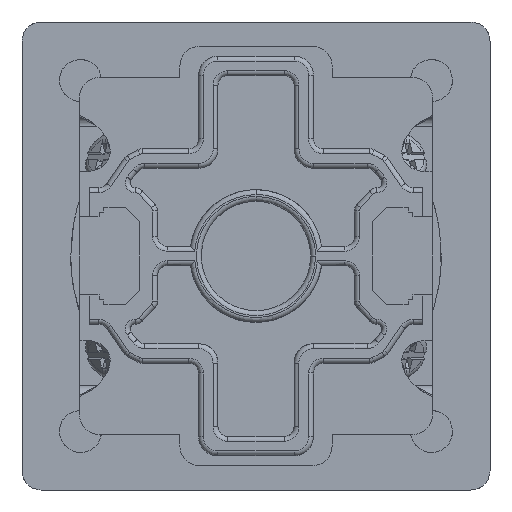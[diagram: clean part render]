
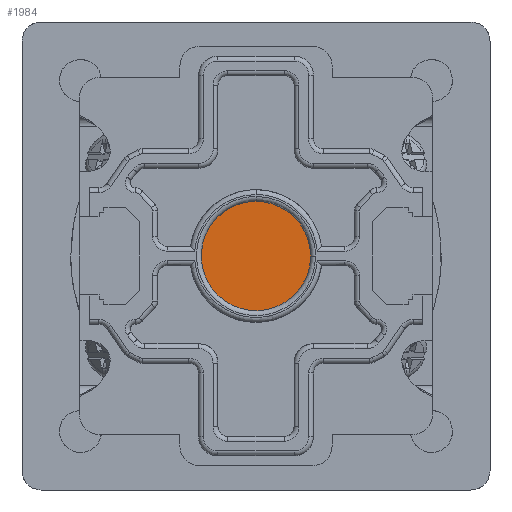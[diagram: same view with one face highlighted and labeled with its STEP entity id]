
A CAD part, front view. The second image highlights one B-rep face of the part: STEP entity #1984.
In plain terms, the highlighted planar face has unit normal (0, -1, 0).
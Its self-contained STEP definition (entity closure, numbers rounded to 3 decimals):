
#1905=CARTESIAN_POINT('',(0.,-115.5,0.));
#1906=DIRECTION('',(0.,-1.,0.));
#1907=DIRECTION('',(1.,0.,0.));
#1908=AXIS2_PLACEMENT_3D('',#1905,#1906,#1907);
#1909=PLANE('',#1908);
#1910=CARTESIAN_POINT('',(5.6,-115.5,-0.));
#1911=VERTEX_POINT('',#1910);
#1912=CARTESIAN_POINT('',(0.,-115.5,5.6));
#1913=VERTEX_POINT('',#1912);
#1914=CARTESIAN_POINT('',(5.6,-115.5,-0.));
#1915=CARTESIAN_POINT('',(5.6,-115.5,0.733));
#1916=CARTESIAN_POINT('',(5.454,-115.5,1.466));
#1917=CARTESIAN_POINT('',(5.174,-115.5,2.143));
#1918=CARTESIAN_POINT('',(4.893,-115.5,2.82));
#1919=CARTESIAN_POINT('',(4.478,-115.5,3.441));
#1920=CARTESIAN_POINT('',(3.96,-115.5,3.96));
#1921=CARTESIAN_POINT('',(3.441,-115.5,4.478));
#1922=CARTESIAN_POINT('',(2.82,-115.5,4.893));
#1923=CARTESIAN_POINT('',(2.143,-115.5,5.174));
#1924=CARTESIAN_POINT('',(1.466,-115.5,5.454));
#1925=CARTESIAN_POINT('',(0.733,-115.5,5.6));
#1926=CARTESIAN_POINT('',(0.,-115.5,5.6));
#1927=B_SPLINE_CURVE_WITH_KNOTS('',3,(#1914,#1915,#1916,#1917,#1918,#1919,#1920,#1921,#1922,#1923,#1924,#1925,#1926),.UNSPECIFIED.,.F.,.F.,(4,3,3,3,4),(0.,22.5,45.,67.5,90.),.UNSPECIFIED.);
#1928=EDGE_CURVE('',#1911,#1913,#1927,.T.);
#1929=ORIENTED_EDGE('',*,*,#1928,.T.);
#1930=CARTESIAN_POINT('',(0.,-115.5,5.6));
#1931=CARTESIAN_POINT('',(-0.55,-115.5,5.6));
#1932=CARTESIAN_POINT('',(-1.099,-115.5,5.518));
#1933=CARTESIAN_POINT('',(-1.626,-115.5,5.359));
#1934=CARTESIAN_POINT('',(-2.152,-115.5,5.199));
#1935=CARTESIAN_POINT('',(-2.654,-115.5,4.962));
#1936=CARTESIAN_POINT('',(-3.111,-115.5,4.656));
#1937=CARTESIAN_POINT('',(-3.568,-115.5,4.351));
#1938=CARTESIAN_POINT('',(-3.98,-115.5,3.978));
#1939=CARTESIAN_POINT('',(-4.329,-115.5,3.553));
#1940=CARTESIAN_POINT('',(-4.678,-115.5,3.128));
#1941=CARTESIAN_POINT('',(-4.963,-115.5,2.651));
#1942=CARTESIAN_POINT('',(-5.174,-115.5,2.143));
#1943=CARTESIAN_POINT('',(-5.384,-115.5,1.635));
#1944=CARTESIAN_POINT('',(-5.519,-115.5,1.096));
#1945=CARTESIAN_POINT('',(-5.573,-115.5,0.549));
#1946=CARTESIAN_POINT('',(-5.627,-115.5,0.002));
#1947=CARTESIAN_POINT('',(-5.6,-115.5,-0.553));
#1948=CARTESIAN_POINT('',(-5.492,-115.5,-1.093));
#1949=CARTESIAN_POINT('',(-5.385,-115.5,-1.632));
#1950=CARTESIAN_POINT('',(-5.198,-115.5,-2.155));
#1951=CARTESIAN_POINT('',(-4.939,-115.5,-2.64));
#1952=CARTESIAN_POINT('',(-4.68,-115.5,-3.125));
#1953=CARTESIAN_POINT('',(-4.349,-115.5,-3.571));
#1954=CARTESIAN_POINT('',(-3.96,-115.5,-3.96));
#1955=CARTESIAN_POINT('',(-3.571,-115.5,-4.349));
#1956=CARTESIAN_POINT('',(-3.125,-115.5,-4.68));
#1957=CARTESIAN_POINT('',(-2.64,-115.5,-4.939));
#1958=CARTESIAN_POINT('',(-2.155,-115.5,-5.198));
#1959=CARTESIAN_POINT('',(-1.632,-115.5,-5.385));
#1960=CARTESIAN_POINT('',(-1.093,-115.5,-5.492));
#1961=CARTESIAN_POINT('',(-0.553,-115.5,-5.6));
#1962=CARTESIAN_POINT('',(0.002,-115.5,-5.627));
#1963=CARTESIAN_POINT('',(0.549,-115.5,-5.573));
#1964=CARTESIAN_POINT('',(1.096,-115.5,-5.519));
#1965=CARTESIAN_POINT('',(1.635,-115.5,-5.384));
#1966=CARTESIAN_POINT('',(2.143,-115.5,-5.174));
#1967=CARTESIAN_POINT('',(2.651,-115.5,-4.963));
#1968=CARTESIAN_POINT('',(3.128,-115.5,-4.678));
#1969=CARTESIAN_POINT('',(3.553,-115.5,-4.329));
#1970=CARTESIAN_POINT('',(3.978,-115.5,-3.98));
#1971=CARTESIAN_POINT('',(4.351,-115.5,-3.568));
#1972=CARTESIAN_POINT('',(4.656,-115.5,-3.111));
#1973=CARTESIAN_POINT('',(4.962,-115.5,-2.654));
#1974=CARTESIAN_POINT('',(5.199,-115.5,-2.152));
#1975=CARTESIAN_POINT('',(5.359,-115.5,-1.626));
#1976=CARTESIAN_POINT('',(5.518,-115.5,-1.099));
#1977=CARTESIAN_POINT('',(5.6,-115.5,-0.55));
#1978=CARTESIAN_POINT('',(5.6,-115.5,-0.));
#1979=B_SPLINE_CURVE_WITH_KNOTS('',3,(#1930,#1931,#1932,#1933,#1934,#1935,#1936,#1937,#1938,#1939,#1940,#1941,#1942,#1943,#1944,#1945,#1946,#1947,#1948,#1949,#1950,#1951,#1952,#1953,#1954,#1955,
#1956,#1957,#1958,#1959,#1960,#1961,#1962,#1963,#1964,#1965,#1966,#1967,#1968,#1969,#1970,#1971,#1972,#1973,#1974,#1975,#1976,#1977,#1978),.UNSPECIFIED.,.F.,.F.,(4,3,3,3,3,3,3,3,3,3,3,3,3,3,3,3,4),(90.,106.875,123.75,140.625,157.5,174.375,191.25,208.125,225.,241.875,258.75,275.625,292.5,309.375,326.25,343.125,360.),.UNSPECIFIED.);
#1980=EDGE_CURVE('',#1913,#1911,#1979,.T.);
#1981=ORIENTED_EDGE('',*,*,#1980,.T.);
#1982=EDGE_LOOP('',(#1929,#1981));
#1983=FACE_BOUND('',#1982,.T.);
#1984=ADVANCED_FACE('',(#1983),#1909,.T.);
